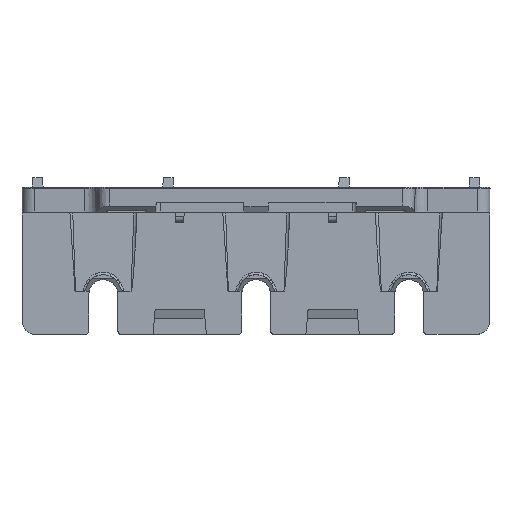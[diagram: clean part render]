
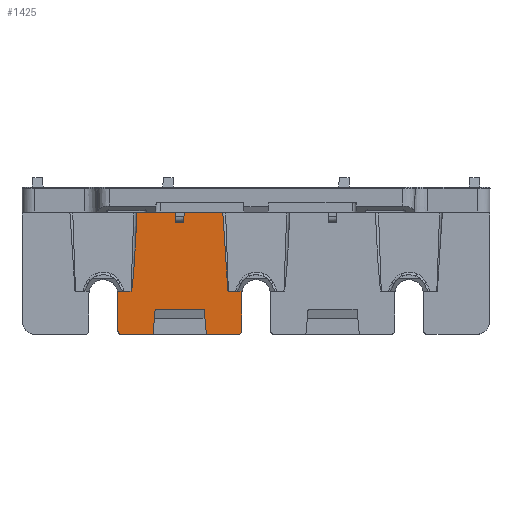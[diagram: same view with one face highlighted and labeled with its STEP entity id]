
A CAD part, front view. The second image highlights one B-rep face of the part: STEP entity #1425.
In plain terms, the highlighted planar face has unit normal (0, -1, -0.009).
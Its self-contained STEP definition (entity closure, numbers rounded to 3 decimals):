
#686=ELLIPSE('',#18173,0.5,0.5);
#700=ELLIPSE('',#18253,0.5,0.5);
#701=ELLIPSE('',#18255,14.336,0.5);
#702=ELLIPSE('',#18256,14.336,0.5);
#938=CIRCLE('',#18252,2.3);
#939=CIRCLE('',#18254,2.3);
#1425=ADVANCED_FACE('',(#2943),#2382,.T.);
#2382=PLANE('',#18257);
#2943=FACE_OUTER_BOUND('',#3914,.T.);
#3914=EDGE_LOOP('',(#5056,#5057,#5058,#5059,#5060,#5061,#5062,#5063,#5064,
#5065,#5066,#5067,#5068,#5069,#5070,#5071,#5072,#5073,#5074,#5075,#5076,
#5077));
#5056=ORIENTED_EDGE('',*,*,#12056,.T.);
#5057=ORIENTED_EDGE('',*,*,#12057,.T.);
#5058=ORIENTED_EDGE('',*,*,#12058,.T.);
#5059=ORIENTED_EDGE('',*,*,#12059,.F.);
#5060=ORIENTED_EDGE('',*,*,#12060,.T.);
#5061=ORIENTED_EDGE('',*,*,#12061,.F.);
#5062=ORIENTED_EDGE('',*,*,#12062,.F.);
#5063=ORIENTED_EDGE('',*,*,#11894,.T.);
#5064=ORIENTED_EDGE('',*,*,#12063,.T.);
#5065=ORIENTED_EDGE('',*,*,#12064,.F.);
#5066=ORIENTED_EDGE('',*,*,#11917,.T.);
#5067=ORIENTED_EDGE('',*,*,#12065,.F.);
#5068=ORIENTED_EDGE('',*,*,#12066,.T.);
#5069=ORIENTED_EDGE('',*,*,#12067,.T.);
#5070=ORIENTED_EDGE('',*,*,#12068,.T.);
#5071=ORIENTED_EDGE('',*,*,#12069,.F.);
#5072=ORIENTED_EDGE('',*,*,#12070,.F.);
#5073=ORIENTED_EDGE('',*,*,#12071,.F.);
#5074=ORIENTED_EDGE('',*,*,#12072,.T.);
#5075=ORIENTED_EDGE('',*,*,#12073,.F.);
#5076=ORIENTED_EDGE('',*,*,#12074,.F.);
#5077=ORIENTED_EDGE('',*,*,#12075,.F.);
#10219=VERTEX_POINT('',#24897);
#10221=VERTEX_POINT('',#24900);
#10243=VERTEX_POINT('',#24951);
#10244=VERTEX_POINT('',#24952);
#10377=VERTEX_POINT('',#25303);
#10378=VERTEX_POINT('',#25304);
#10379=VERTEX_POINT('',#25306);
#10380=VERTEX_POINT('',#25308);
#10381=VERTEX_POINT('',#25310);
#10382=VERTEX_POINT('',#25312);
#10383=VERTEX_POINT('',#25314);
#10384=VERTEX_POINT('',#25317);
#10385=VERTEX_POINT('',#25320);
#10386=VERTEX_POINT('',#25322);
#10387=VERTEX_POINT('',#25324);
#10388=VERTEX_POINT('',#25326);
#10389=VERTEX_POINT('',#25328);
#10390=VERTEX_POINT('',#25330);
#10391=VERTEX_POINT('',#25332);
#10392=VERTEX_POINT('',#25334);
#10393=VERTEX_POINT('',#25336);
#10394=VERTEX_POINT('',#25338);
#11894=EDGE_CURVE('',#10221,#10219,#14567,.T.);
#11917=EDGE_CURVE('',#10243,#10244,#686,.T.);
#12056=EDGE_CURVE('',#10377,#10378,#14663,.T.);
#12057=EDGE_CURVE('',#10378,#10379,#14664,.T.);
#12058=EDGE_CURVE('',#10379,#10380,#938,.T.);
#12059=EDGE_CURVE('',#10381,#10380,#14665,.T.);
#12060=EDGE_CURVE('',#10381,#10382,#700,.T.);
#12061=EDGE_CURVE('',#10383,#10382,#14666,.T.);
#12062=EDGE_CURVE('',#10221,#10383,#14667,.T.);
#12063=EDGE_CURVE('',#10219,#10384,#14668,.T.);
#12064=EDGE_CURVE('',#10243,#10384,#14669,.T.);
#12065=EDGE_CURVE('',#10385,#10244,#14670,.T.);
#12066=EDGE_CURVE('',#10385,#10386,#939,.T.);
#12067=EDGE_CURVE('',#10386,#10387,#14671,.T.);
#12068=EDGE_CURVE('',#10387,#10388,#14672,.T.);
#12069=EDGE_CURVE('',#10389,#10388,#701,.T.);
#12070=EDGE_CURVE('',#10390,#10389,#14673,.T.);
#12071=EDGE_CURVE('',#10391,#10390,#14674,.T.);
#12072=EDGE_CURVE('',#10391,#10392,#14675,.T.);
#12073=EDGE_CURVE('',#10393,#10392,#14676,.T.);
#12074=EDGE_CURVE('',#10394,#10393,#14677,.T.);
#12075=EDGE_CURVE('',#10377,#10394,#702,.T.);
#14567=LINE('',#24899,#16357);
#14663=LINE('',#25302,#16453);
#14664=LINE('',#25305,#16454);
#14665=LINE('',#25309,#16455);
#14666=LINE('',#25313,#16456);
#14667=LINE('',#25315,#16457);
#14668=LINE('',#25316,#16458);
#14669=LINE('',#25318,#16459);
#14670=LINE('',#25319,#16460);
#14671=LINE('',#25323,#16461);
#14672=LINE('',#25325,#16462);
#14673=LINE('',#25329,#16463);
#14674=LINE('',#25331,#16464);
#14675=LINE('',#25333,#16465);
#14676=LINE('',#25335,#16466);
#14677=LINE('',#25337,#16467);
#16357=VECTOR('',#19812,1.);
#16453=VECTOR('',#20090,1.);
#16454=VECTOR('',#20091,1.);
#16455=VECTOR('',#20094,1.);
#16456=VECTOR('',#20097,1.);
#16457=VECTOR('',#20098,1.);
#16458=VECTOR('',#20099,1.);
#16459=VECTOR('',#20100,1.);
#16460=VECTOR('',#20101,1.);
#16461=VECTOR('',#20104,1.);
#16462=VECTOR('',#20105,1.);
#16463=VECTOR('',#20108,1.);
#16464=VECTOR('',#20109,1.);
#16465=VECTOR('',#20110,1.);
#16466=VECTOR('',#20111,1.);
#16467=VECTOR('',#20112,1.);
#18173=AXIS2_PLACEMENT_3D('',#24950,#19853,#19854);
#18252=AXIS2_PLACEMENT_3D('',#25307,#20092,#20093);
#18253=AXIS2_PLACEMENT_3D('',#25311,#20095,#20096);
#18254=AXIS2_PLACEMENT_3D('',#25321,#20102,#20103);
#18255=AXIS2_PLACEMENT_3D('',#25327,#20106,#20107);
#18256=AXIS2_PLACEMENT_3D('',#25339,#20113,#20114);
#18257=AXIS2_PLACEMENT_3D('',#25340,#20115,#20116);
#19812=DIRECTION('',(1.,0.,0.));
#19853=DIRECTION('',(0.,-1.,-0.009));
#19854=DIRECTION('',(0.009,-0.009,1.));
#20090=DIRECTION('',(-1.,0.,0.));
#20091=DIRECTION('',(-1.,0.,0.));
#20092=DIRECTION('',(0.,1.,0.009));
#20093=DIRECTION('',(0.,0.009,-1.));
#20094=DIRECTION('',(-0.009,-0.009,1.));
#20095=DIRECTION('',(0.,-1.,-0.009));
#20096=DIRECTION('',(-0.009,-0.009,1.));
#20097=DIRECTION('',(-1.,0.,0.));
#20098=DIRECTION('',(-0.087,0.009,-0.996));
#20099=DIRECTION('',(0.087,0.009,-0.996));
#20100=DIRECTION('',(-1.,0.,0.));
#20101=DIRECTION('',(-0.009,0.009,-1.));
#20102=DIRECTION('',(0.,1.,0.009));
#20103=DIRECTION('',(0.,0.009,-1.));
#20104=DIRECTION('',(-1.,0.,0.));
#20105=DIRECTION('',(-1.,0.,0.));
#20106=DIRECTION('',(0.,-1.,-0.009));
#20107=DIRECTION('',(-0.035,-0.009,0.999));
#20108=DIRECTION('',(1.,0.,0.));
#20109=DIRECTION('',(0.035,-0.009,0.999));
#20110=DIRECTION('',(-1.,0.,0.));
#20111=DIRECTION('',(0.035,0.009,-0.999));
#20112=DIRECTION('',(1.,0.,0.));
#20113=DIRECTION('',(0.,-1.,-0.009));
#20114=DIRECTION('',(0.035,-0.009,0.999));
#20115=DIRECTION('',(0.,-1.,-0.009));
#20116=DIRECTION('',(0.,0.009,-1.));
#24897=CARTESIAN_POINT('',(-8.326,-2.526,-16.055));
#24899=CARTESIAN_POINT('',(0.,-2.526,-16.055));
#24900=CARTESIAN_POINT('',(-16.185,-2.526,-16.055));
#24950=CARTESIAN_POINT('',(-2.848,-2.495,-19.6));
#24951=CARTESIAN_POINT('',(-2.848,-2.491,-20.1));
#24952=CARTESIAN_POINT('',(-2.348,-2.495,-19.604));
#25302=CARTESIAN_POINT('',(-21.63,-2.55,-13.233));
#25303=CARTESIAN_POINT('',(-20.049,-2.55,-13.233));
#25304=CARTESIAN_POINT('',(-21.228,-2.55,-13.233));
#25305=CARTESIAN_POINT('',(0.,-2.55,-13.233));
#25306=CARTESIAN_POINT('',(-22.234,-2.551,-13.233));
#25307=CARTESIAN_POINT('',(-24.496,-2.547,-13.649));
#25308=CARTESIAN_POINT('',(-22.201,-2.546,-13.759));
#25309=CARTESIAN_POINT('',(-22.323,-2.666,0.019));
#25310=CARTESIAN_POINT('',(-22.152,-2.495,-19.604));
#25311=CARTESIAN_POINT('',(-21.652,-2.495,-19.6));
#25312=CARTESIAN_POINT('',(-21.652,-2.491,-20.1));
#25313=CARTESIAN_POINT('',(-6.,-2.491,-20.1));
#25314=CARTESIAN_POINT('',(-16.539,-2.491,-20.1));
#25315=CARTESIAN_POINT('',(-16.537,-2.491,-20.084));
#25316=CARTESIAN_POINT('',(-7.955,-2.489,-20.297));
#25317=CARTESIAN_POINT('',(-7.972,-2.491,-20.1));
#25318=CARTESIAN_POINT('',(-6.,-2.491,-20.1));
#25319=CARTESIAN_POINT('',(-2.177,-2.666,0.019));
#25320=CARTESIAN_POINT('',(-2.296,-2.546,-13.759));
#25321=CARTESIAN_POINT('',(0.004,-2.547,-13.649));
#25322=CARTESIAN_POINT('',(-2.258,-2.55,-13.233));
#25323=CARTESIAN_POINT('',(0.,-2.55,-13.233));
#25324=CARTESIAN_POINT('',(-3.272,-2.55,-13.233));
#25325=CARTESIAN_POINT('',(-5.473,-2.55,-13.233));
#25326=CARTESIAN_POINT('',(-4.451,-2.55,-13.233));
#25327=CARTESIAN_POINT('',(-4.951,-2.676,1.094));
#25328=CARTESIAN_POINT('',(-5.448,-2.675,1.006));
#25329=CARTESIAN_POINT('',(-6.,-2.675,1.006));
#25330=CARTESIAN_POINT('',(-11.487,-2.675,1.006));
#25331=CARTESIAN_POINT('',(-11.46,-2.682,1.783));
#25332=CARTESIAN_POINT('',(-11.539,-2.662,-0.496));
#25333=CARTESIAN_POINT('',(0.,-2.662,-0.496));
#25334=CARTESIAN_POINT('',(-12.961,-2.662,-0.496));
#25335=CARTESIAN_POINT('',(-13.04,-2.682,1.783));
#25336=CARTESIAN_POINT('',(-13.013,-2.675,1.006));
#25337=CARTESIAN_POINT('',(-6.,-2.675,1.006));
#25338=CARTESIAN_POINT('',(-19.052,-2.675,1.006));
#25339=CARTESIAN_POINT('',(-19.549,-2.676,1.094));
#25340=CARTESIAN_POINT('',(0.,-2.666,0.));
